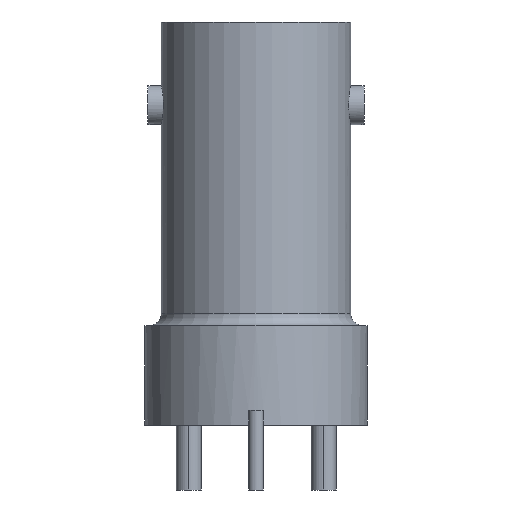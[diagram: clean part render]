
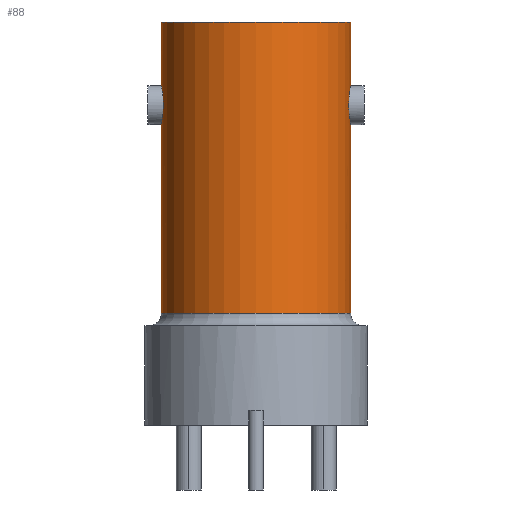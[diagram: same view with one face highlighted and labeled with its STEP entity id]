
A CAD part, left-side view. The second image highlights one B-rep face of the part: STEP entity #88.
In plain terms, the highlighted cylindrical face has radius 4.826 mm (diameter 9.652 mm), a partial arc.
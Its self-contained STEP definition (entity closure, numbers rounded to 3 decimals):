
#88=ADVANCED_FACE('',(#202),#203,.T.);
#202=FACE_OUTER_BOUND('',#343,.T.);
#203=CYLINDRICAL_SURFACE('',#344,4.826);
#343=EDGE_LOOP('',(#726,#727,#728,#729,#730,#731,#732,#733));
#344=AXIS2_PLACEMENT_3D('',#734,#735,#736);
#726=ORIENTED_EDGE('',*,*,#982,.F.);
#727=ORIENTED_EDGE('',*,*,#978,.T.);
#728=ORIENTED_EDGE('',*,*,#981,.T.);
#729=ORIENTED_EDGE('',*,*,#992,.F.);
#730=ORIENTED_EDGE('',*,*,#986,.T.);
#731=ORIENTED_EDGE('',*,*,#993,.F.);
#732=ORIENTED_EDGE('',*,*,#984,.F.);
#733=ORIENTED_EDGE('',*,*,#994,.F.);
#734=CARTESIAN_POINT('',(0.0,0.0,-21.603));
#735=DIRECTION('',(0.0,0.0,-1.0));
#736=DIRECTION('',(0.0,1.0,0.0));
#978=EDGE_CURVE('',#1189,#1187,#1190,.T.);
#981=EDGE_CURVE('',#1187,#1193,#1194,.T.);
#982=EDGE_CURVE('',#1189,#1195,#1196,.T.);
#984=EDGE_CURVE('',#1197,#1199,#1200,.T.);
#986=EDGE_CURVE('',#1203,#1201,#1204,.T.);
#992=EDGE_CURVE('',#1203,#1193,#1212,.T.);
#993=EDGE_CURVE('',#1199,#1201,#1213,.T.);
#994=EDGE_CURVE('',#1195,#1197,#1214,.T.);
#1187=VERTEX_POINT('',#1477);
#1189=VERTEX_POINT('',#1479);
#1190=CIRCLE('',#1480,4.826);
#1193=VERTEX_POINT('',#1483);
#1194=LINE('',#1484,#1485);
#1195=VERTEX_POINT('',#1486);
#1196=LINE('',#1487,#1488);
#1197=VERTEX_POINT('',#1489);
#1199=VERTEX_POINT('',#1508);
#1200=LINE('',#1509,#1510);
#1201=VERTEX_POINT('',#1511);
#1203=VERTEX_POINT('',#1513);
#1204=LINE('',#1514,#1515);
#1212=B_SPLINE_CURVE_WITH_KNOTS('',3,(#1542,#1543,#1544,#1545,#1546,#1547,#1548,#1549,#1550,#1551,#1552,#1553,#1554,#1555,#1556,#1557,#1558,#1559),.UNSPECIFIED.,.F.,.F.,(4,1,1,1,1,1,1,1,1,1,1,1,1,1,1,4),(0.0,0.067,0.133,0.2,0.267,0.333,0.4,0.467,0.533,0.6,0.667,0.733,0.8,0.867,0.933,1.0),.UNSPECIFIED.);
#1213=CIRCLE('',#1560,4.826);
#1214=B_SPLINE_CURVE_WITH_KNOTS('',3,(#1561,#1562,#1563,#1564,#1565,#1566,#1567,#1568,#1569,#1570,#1571,#1572,#1573,#1574,#1575,#1576,#1577,#1578),.UNSPECIFIED.,.F.,.F.,(4,1,1,1,1,1,1,1,1,1,1,1,1,1,1,4),(0.0,0.067,0.133,0.2,0.267,0.333,0.4,0.467,0.533,0.6,0.667,0.733,0.8,0.867,0.933,1.0),.UNSPECIFIED.);
#1477=CARTESIAN_POINT('',(0.0,-4.826,-14.859));
#1479=CARTESIAN_POINT('',(0.0,4.826,-14.859));
#1480=AXIS2_PLACEMENT_3D('',#1842,#1843,#1844);
#1483=CARTESIAN_POINT('',(0.0,-4.826,-5.232));
#1484=CARTESIAN_POINT('',(0.0,-4.826,-14.859));
#1485=VECTOR('',#1851,9.627);
#1486=CARTESIAN_POINT('',(0.0,4.826,-5.232));
#1487=CARTESIAN_POINT('',(0.0,4.826,-14.859));
#1488=VECTOR('',#1852,9.627);
#1489=CARTESIAN_POINT('',(0.0,4.826,-3.251));
#1508=CARTESIAN_POINT('',(0.0,4.826,0.));
#1509=CARTESIAN_POINT('',(0.0,4.826,-3.251));
#1510=VECTOR('',#1853,3.251);
#1511=CARTESIAN_POINT('',(0.0,-4.826,0.));
#1513=CARTESIAN_POINT('',(0.0,-4.826,-3.251));
#1514=CARTESIAN_POINT('',(0.0,-4.826,-3.251));
#1515=VECTOR('',#1857,3.251);
#1542=CARTESIAN_POINT('',(0.0,-4.826,-3.251));
#1543=CARTESIAN_POINT('',(-0.07,-4.826,-3.251));
#1544=CARTESIAN_POINT('',(-0.208,-4.823,-3.266));
#1545=CARTESIAN_POINT('',(-0.408,-4.81,-3.331));
#1546=CARTESIAN_POINT('',(-0.589,-4.791,-3.436));
#1547=CARTESIAN_POINT('',(-0.743,-4.769,-3.576));
#1548=CARTESIAN_POINT('',(-0.867,-4.748,-3.747));
#1549=CARTESIAN_POINT('',(-0.95,-4.732,-3.938));
#1550=CARTESIAN_POINT('',(-0.993,-4.723,-4.145));
#1551=CARTESIAN_POINT('',(-0.992,-4.723,-4.354));
#1552=CARTESIAN_POINT('',(-0.945,-4.733,-4.562));
#1553=CARTESIAN_POINT('',(-0.859,-4.749,-4.75));
#1554=CARTESIAN_POINT('',(-0.735,-4.77,-4.916));
#1555=CARTESIAN_POINT('',(-0.582,-4.792,-5.052));
#1556=CARTESIAN_POINT('',(-0.402,-4.81,-5.155));
#1557=CARTESIAN_POINT('',(-0.205,-4.823,-5.218));
#1558=CARTESIAN_POINT('',(-0.069,-4.826,-5.232));
#1559=CARTESIAN_POINT('',(0.0,-4.826,-5.232));
#1560=AXIS2_PLACEMENT_3D('',#1866,#1867,#1868);
#1561=CARTESIAN_POINT('',(0.0,4.826,-5.232));
#1562=CARTESIAN_POINT('',(-0.069,4.826,-5.232));
#1563=CARTESIAN_POINT('',(-0.205,4.823,-5.218));
#1564=CARTESIAN_POINT('',(-0.403,4.81,-5.155));
#1565=CARTESIAN_POINT('',(-0.583,4.792,-5.052));
#1566=CARTESIAN_POINT('',(-0.736,4.77,-4.915));
#1567=CARTESIAN_POINT('',(-0.86,4.749,-4.748));
#1568=CARTESIAN_POINT('',(-0.946,4.733,-4.56));
#1569=CARTESIAN_POINT('',(-0.992,4.723,-4.353));
#1570=CARTESIAN_POINT('',(-0.993,4.723,-4.144));
#1571=CARTESIAN_POINT('',(-0.95,4.732,-3.936));
#1572=CARTESIAN_POINT('',(-0.866,4.748,-3.746));
#1573=CARTESIAN_POINT('',(-0.743,4.769,-3.576));
#1574=CARTESIAN_POINT('',(-0.589,4.791,-3.436));
#1575=CARTESIAN_POINT('',(-0.407,4.81,-3.331));
#1576=CARTESIAN_POINT('',(-0.208,4.823,-3.266));
#1577=CARTESIAN_POINT('',(-0.07,4.826,-3.251));
#1578=CARTESIAN_POINT('',(0.0,4.826,-3.251));
#1842=CARTESIAN_POINT('',(0.0,0.0,-14.859));
#1843=DIRECTION('',(0.0,-0.0,1.0));
#1844=DIRECTION('',(0.0,1.0,0.0));
#1851=DIRECTION('',(0.0,0.0,1.0));
#1852=DIRECTION('',(0.0,0.0,1.0));
#1853=DIRECTION('',(0.0,0.0,1.0));
#1857=DIRECTION('',(0.0,0.0,1.0));
#1866=CARTESIAN_POINT('',(0.0,0.0,0.));
#1867=DIRECTION('',(0.0,-0.0,1.0));
#1868=DIRECTION('',(0.0,1.0,0.0));
